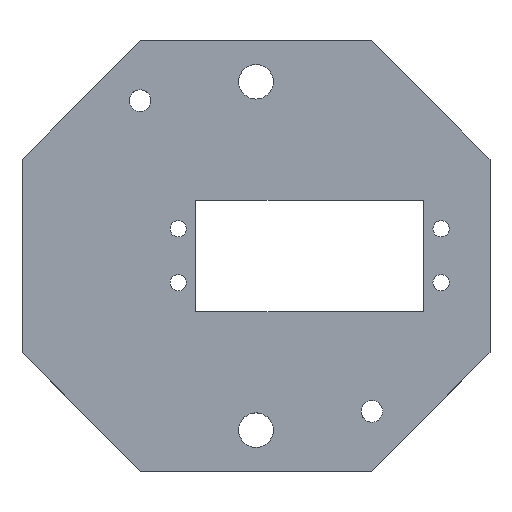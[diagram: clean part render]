
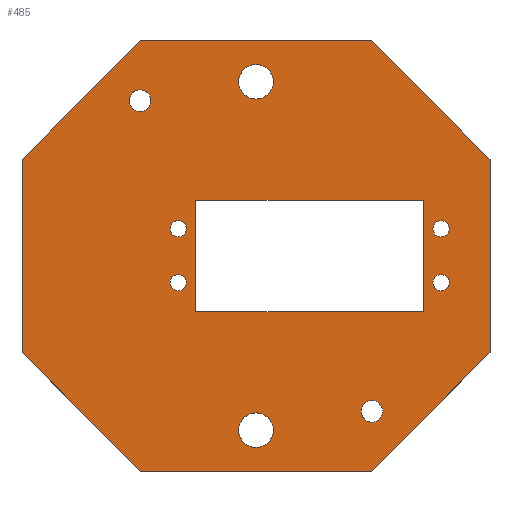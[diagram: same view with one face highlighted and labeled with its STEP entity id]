
A CAD part, top view. The second image highlights one B-rep face of the part: STEP entity #485.
In plain terms, the highlighted planar face has unit normal (0, 0, 1).
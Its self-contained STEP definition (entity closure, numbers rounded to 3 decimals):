
#79=CIRCLE('',#521,1.5);
#80=CIRCLE('',#522,1.5);
#81=CIRCLE('',#523,1.5);
#82=CIRCLE('',#524,1.5);
#83=CIRCLE('',#525,2.);
#84=CIRCLE('',#526,2.);
#85=CIRCLE('',#527,3.175);
#86=CIRCLE('',#528,3.175);
#143=ORIENTED_EDGE('',*,*,#235,.T.);
#144=ORIENTED_EDGE('',*,*,#236,.T.);
#145=ORIENTED_EDGE('',*,*,#237,.T.);
#146=ORIENTED_EDGE('',*,*,#238,.T.);
#147=ORIENTED_EDGE('',*,*,#239,.F.);
#148=ORIENTED_EDGE('',*,*,#240,.F.);
#149=ORIENTED_EDGE('',*,*,#241,.F.);
#150=ORIENTED_EDGE('',*,*,#242,.F.);
#151=ORIENTED_EDGE('',*,*,#211,.F.);
#152=ORIENTED_EDGE('',*,*,#232,.F.);
#153=ORIENTED_EDGE('',*,*,#229,.F.);
#154=ORIENTED_EDGE('',*,*,#226,.F.);
#155=ORIENTED_EDGE('',*,*,#223,.F.);
#156=ORIENTED_EDGE('',*,*,#220,.F.);
#157=ORIENTED_EDGE('',*,*,#217,.F.);
#158=ORIENTED_EDGE('',*,*,#214,.F.);
#159=ORIENTED_EDGE('',*,*,#201,.F.);
#160=ORIENTED_EDGE('',*,*,#234,.F.);
#161=ORIENTED_EDGE('',*,*,#207,.F.);
#162=ORIENTED_EDGE('',*,*,#204,.F.);
#201=EDGE_CURVE('',#253,#254,#293,.T.);
#204=EDGE_CURVE('',#254,#256,#296,.T.);
#207=EDGE_CURVE('',#256,#258,#299,.T.);
#211=EDGE_CURVE('',#261,#262,#303,.T.);
#214=EDGE_CURVE('',#262,#264,#306,.T.);
#217=EDGE_CURVE('',#264,#266,#309,.T.);
#220=EDGE_CURVE('',#266,#268,#312,.T.);
#223=EDGE_CURVE('',#268,#270,#315,.T.);
#226=EDGE_CURVE('',#270,#272,#318,.T.);
#229=EDGE_CURVE('',#272,#274,#321,.T.);
#232=EDGE_CURVE('',#274,#261,#324,.T.);
#234=EDGE_CURVE('',#258,#253,#326,.T.);
#235=EDGE_CURVE('',#275,#275,#79,.T.);
#236=EDGE_CURVE('',#276,#276,#80,.T.);
#237=EDGE_CURVE('',#277,#277,#81,.T.);
#238=EDGE_CURVE('',#278,#278,#82,.T.);
#239=EDGE_CURVE('',#279,#279,#83,.T.);
#240=EDGE_CURVE('',#280,#280,#84,.T.);
#241=EDGE_CURVE('',#281,#281,#85,.T.);
#242=EDGE_CURVE('',#282,#282,#86,.T.);
#253=VERTEX_POINT('',#698);
#254=VERTEX_POINT('',#700);
#256=VERTEX_POINT('',#706);
#258=VERTEX_POINT('',#712);
#261=VERTEX_POINT('',#719);
#262=VERTEX_POINT('',#721);
#264=VERTEX_POINT('',#727);
#266=VERTEX_POINT('',#733);
#268=VERTEX_POINT('',#739);
#270=VERTEX_POINT('',#745);
#272=VERTEX_POINT('',#751);
#274=VERTEX_POINT('',#757);
#275=VERTEX_POINT('',#767);
#276=VERTEX_POINT('',#769);
#277=VERTEX_POINT('',#771);
#278=VERTEX_POINT('',#773);
#279=VERTEX_POINT('',#775);
#280=VERTEX_POINT('',#777);
#281=VERTEX_POINT('',#779);
#282=VERTEX_POINT('',#781);
#293=LINE('',#699,#329);
#296=LINE('',#705,#332);
#299=LINE('',#711,#335);
#303=LINE('',#720,#339);
#306=LINE('',#726,#342);
#309=LINE('',#732,#345);
#312=LINE('',#738,#348);
#315=LINE('',#744,#351);
#318=LINE('',#750,#354);
#321=LINE('',#756,#357);
#324=LINE('',#761,#360);
#326=LINE('',#764,#362);
#329=VECTOR('',#568,1000.);
#332=VECTOR('',#573,1000.);
#335=VECTOR('',#578,1000.);
#339=VECTOR('',#584,1000.);
#342=VECTOR('',#589,1000.);
#345=VECTOR('',#594,1000.);
#348=VECTOR('',#599,1000.);
#351=VECTOR('',#604,1000.);
#354=VECTOR('',#609,1000.);
#357=VECTOR('',#614,1000.);
#360=VECTOR('',#619,1000.);
#362=VECTOR('',#623,1000.);
#375=EDGE_LOOP('',(#143));
#376=EDGE_LOOP('',(#144));
#377=EDGE_LOOP('',(#145));
#378=EDGE_LOOP('',(#146));
#379=EDGE_LOOP('',(#147));
#380=EDGE_LOOP('',(#148));
#381=EDGE_LOOP('',(#149));
#382=EDGE_LOOP('',(#150));
#383=EDGE_LOOP('',(#151,#152,#153,#154,#155,#156,#157,#158));
#384=EDGE_LOOP('',(#159,#160,#161,#162));
#423=FACE_BOUND('',#375,.T.);
#424=FACE_BOUND('',#376,.T.);
#425=FACE_BOUND('',#377,.T.);
#426=FACE_BOUND('',#378,.T.);
#427=FACE_BOUND('',#379,.T.);
#428=FACE_BOUND('',#380,.T.);
#429=FACE_BOUND('',#381,.T.);
#430=FACE_BOUND('',#382,.T.);
#431=FACE_BOUND('',#383,.T.);
#432=FACE_BOUND('',#384,.T.);
#471=PLANE('',#520);
#485=ADVANCED_FACE('',(#423,#424,#425,#426,#427,#428,#429,#430,#431,#432),
#471,.F.);
#520=AXIS2_PLACEMENT_3D('',#765,#624,#625);
#521=AXIS2_PLACEMENT_3D('',#766,#626,#627);
#522=AXIS2_PLACEMENT_3D('',#768,#628,#629);
#523=AXIS2_PLACEMENT_3D('',#770,#630,#631);
#524=AXIS2_PLACEMENT_3D('',#772,#632,#633);
#525=AXIS2_PLACEMENT_3D('',#774,#634,#635);
#526=AXIS2_PLACEMENT_3D('',#776,#636,#637);
#527=AXIS2_PLACEMENT_3D('',#778,#638,#639);
#528=AXIS2_PLACEMENT_3D('',#780,#640,#641);
#568=DIRECTION('',(0.,-1.,0.));
#573=DIRECTION('',(1.,0.,0.));
#578=DIRECTION('',(0.,1.,0.));
#584=DIRECTION('',(0.707,0.707,0.));
#589=DIRECTION('',(1.,0.,0.));
#594=DIRECTION('',(0.707,-0.707,0.));
#599=DIRECTION('',(0.,-1.,0.));
#604=DIRECTION('',(-0.707,-0.707,0.));
#609=DIRECTION('',(-1.,0.,0.));
#614=DIRECTION('',(-0.707,0.707,0.));
#619=DIRECTION('',(0.,1.,0.));
#623=DIRECTION('',(-1.,0.,0.));
#624=DIRECTION('',(0.,0.,-1.));
#625=DIRECTION('',(-1.,0.,0.));
#626=DIRECTION('',(0.,0.,-1.));
#627=DIRECTION('',(-1.,0.,0.));
#628=DIRECTION('',(0.,0.,-1.));
#629=DIRECTION('',(-1.,0.,0.));
#630=DIRECTION('',(0.,0.,-1.));
#631=DIRECTION('',(-1.,0.,0.));
#632=DIRECTION('',(0.,0.,-1.));
#633=DIRECTION('',(-1.,0.,0.));
#634=DIRECTION('',(0.,0.,1.));
#635=DIRECTION('',(-0.707,-0.707,0.));
#636=DIRECTION('',(0.,0.,1.));
#637=DIRECTION('',(-0.707,-0.707,0.));
#638=DIRECTION('',(0.,0.,1.));
#639=DIRECTION('',(-1.,0.,0.));
#640=DIRECTION('',(0.,0.,1.));
#641=DIRECTION('',(-1.,0.,0.));
#698=CARTESIAN_POINT('',(-11.071,10.26,3.175));
#699=CARTESIAN_POINT('',(-11.071,10.26,3.175));
#700=CARTESIAN_POINT('',(-11.071,-10.26,3.175));
#705=CARTESIAN_POINT('',(-11.071,-10.26,3.175));
#706=CARTESIAN_POINT('',(30.785,-10.26,3.175));
#711=CARTESIAN_POINT('',(30.785,-10.26,3.175));
#712=CARTESIAN_POINT('',(30.785,10.26,3.175));
#719=CARTESIAN_POINT('',(-42.988,17.806,3.175));
#720=CARTESIAN_POINT('',(-42.988,17.806,3.175));
#721=CARTESIAN_POINT('',(-21.287,39.53,3.175));
#726=CARTESIAN_POINT('',(-21.287,39.53,3.175));
#727=CARTESIAN_POINT('',(21.287,39.53,3.175));
#732=CARTESIAN_POINT('',(21.287,39.53,3.175));
#733=CARTESIAN_POINT('',(42.988,17.806,3.175));
#738=CARTESIAN_POINT('',(42.988,17.806,3.175));
#739=CARTESIAN_POINT('',(42.988,-17.806,3.175));
#744=CARTESIAN_POINT('',(42.988,-17.806,3.175));
#745=CARTESIAN_POINT('',(21.287,-39.53,3.175));
#750=CARTESIAN_POINT('',(21.287,-39.53,3.175));
#751=CARTESIAN_POINT('',(-21.287,-39.53,3.175));
#756=CARTESIAN_POINT('',(-21.287,-39.53,3.175));
#757=CARTESIAN_POINT('',(-42.988,-17.806,3.175));
#761=CARTESIAN_POINT('',(-42.988,-17.806,3.175));
#764=CARTESIAN_POINT('',(30.785,10.26,3.175));
#765=CARTESIAN_POINT('',(0.,0.,3.175));
#766=CARTESIAN_POINT('',(34.,4.995,3.175));
#767=CARTESIAN_POINT('',(32.5,4.995,3.175));
#768=CARTESIAN_POINT('',(-14.285,4.995,3.175));
#769=CARTESIAN_POINT('',(-15.785,4.995,3.175));
#770=CARTESIAN_POINT('',(-14.285,-4.911,3.175));
#771=CARTESIAN_POINT('',(-15.785,-4.911,3.175));
#772=CARTESIAN_POINT('',(34.,-4.911,3.175));
#773=CARTESIAN_POINT('',(32.5,-4.911,3.175));
#774=CARTESIAN_POINT('',(21.287,-28.53,3.175));
#775=CARTESIAN_POINT('',(19.874,-29.945,3.175));
#776=CARTESIAN_POINT('',(-21.287,28.53,3.175));
#777=CARTESIAN_POINT('',(-22.701,27.115,3.175));
#778=CARTESIAN_POINT('',(0.,32.,3.175));
#779=CARTESIAN_POINT('',(-3.175,32.,3.175));
#780=CARTESIAN_POINT('',(0.,-32.,3.175));
#781=CARTESIAN_POINT('',(-3.175,-32.,3.175));
